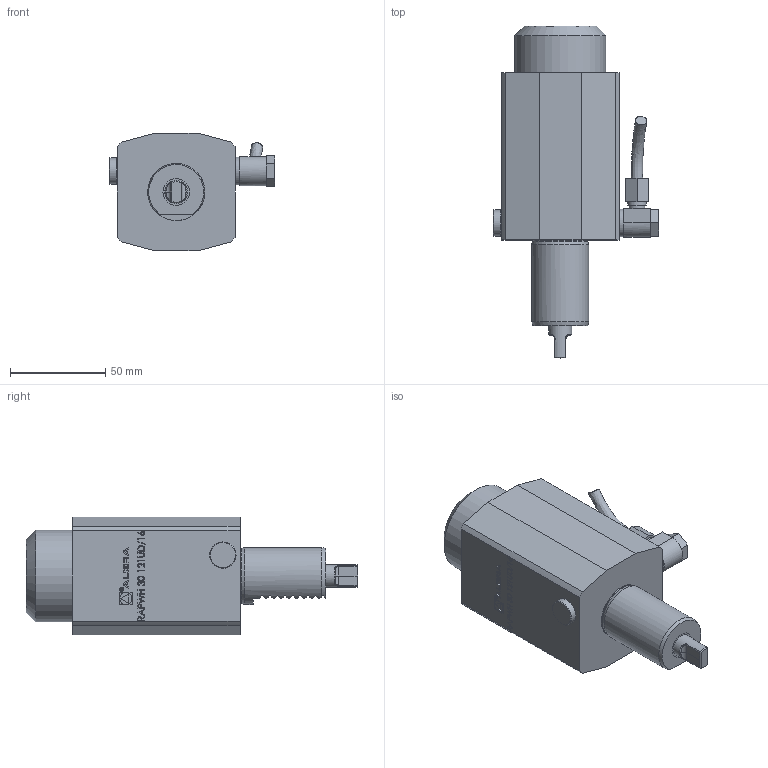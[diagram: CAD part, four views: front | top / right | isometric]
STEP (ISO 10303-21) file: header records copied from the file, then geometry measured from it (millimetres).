
FILE_DESCRIPTION (( 'STEP AP214' ), '1' );
FILE_NAME ('RAPWH30121UD16.STEP', '2025-03-27T12:30:45', ( '' ), ( '' ), 'SwSTEP 2.0', 'SolidWorks 2023', '' );
FILE_SCHEMA (( 'AUTOMOTIVE_DESIGN' ));
Length unit declared in the file: millimetre
Products named in the file (1): RAPWH30121UD16
Bounding box: 86.85 x 174.5 x 62 mm (x, y, z)
Volume: 399715.9 mm3; surface area: 38170.2 mm2
Topology: 1 solids, 1 shells, 440 faces, 1139 edges, 749 vertices
Faces by surface type: plane 298, bspline 74, cylinder 56, cone 10, torus 2
Full cylindrical faces by diameter (mm): 1.7 x1, 2.1 x1, 6.366 x1, 8.2 x1, 9.8 x1, 12 x2, 13.8 x1, 14.5 x1, 29.1 x1, 30 x1, 48 x1
Entity records: 21786 total; most frequent: CARTESIAN_POINT 8493, ORIENTED_EDGE 2230, DIRECTION 1735, EDGE_CURVE 1115, LINE 793, VECTOR 793, VERTEX_POINT 744, EDGE_LOOP 507
